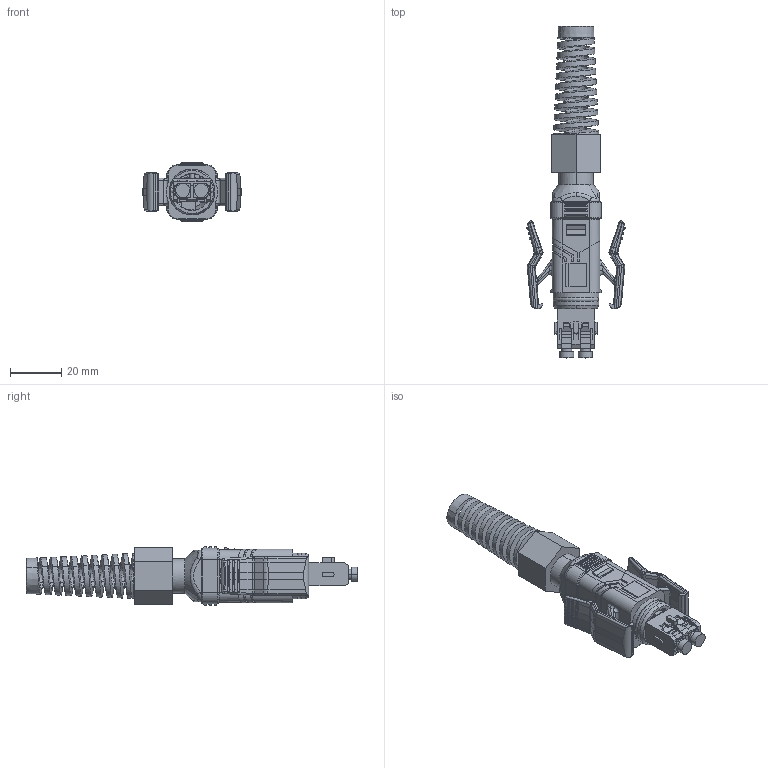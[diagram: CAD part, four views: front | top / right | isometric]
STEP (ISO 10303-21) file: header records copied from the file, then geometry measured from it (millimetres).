
FILE_DESCRIPTION(('Creo Elements/Direct Modeling STEP Export'),'2;1');
FILE_NAME('model.stp','2018-11-09T10:58:49',(''),(''),'Creo Elements/Direct Modeling STEP processor for AP214 (Solid Model)','Creo Elements/Direct Modeling 18.1I 14-Aug-2016 (C) Parametric Technology GmbH','');
FILE_SCHEMA(('AUTOMOTIVE_DESIGN { 1 0 10303 214 1 1 1 1 }'));
Length unit declared in the file: millimetre
Products named in the file (5): SCRJ-HCS-IP20; Stauschutzkappe.1; SCRJ-GEH-IP67; VS-TWIN-SCRJ-Gehaeuse; VS-SCRJ-HCS-FA-IP67
Assembly tree (6 placements, depth 2):
  VS-SCRJ-HCS-FA-IP67
    VS-TWIN-SCRJ-Gehaeuse
    SCRJ-GEH-IP67
    SCRJ-HCS-IP20  x2
    Stauschutzkappe.1  x2
Bounding box: 38.36 x 129.63 x 22.82 mm (x, y, z)
Volume: 24320.2 mm3; surface area: 20856.7 mm2
Topology: 6 solids, 6 shells, 1569 faces, 4001 edges, 2486 vertices
Faces by surface type: plane 730, bspline 364, cylinder 257, extrusion 91, cone 90, torus 34, revolution 3
Entity records: 123103 total; most frequent: CARTESIAN_POINT 80189, ORIENTED_EDGE 7624, DIRECTION 4373, EDGE_CURVE 3812, VERTEX_POINT 2365, VECTOR 1962, LINE 1871, EDGE_LOOP 1545
